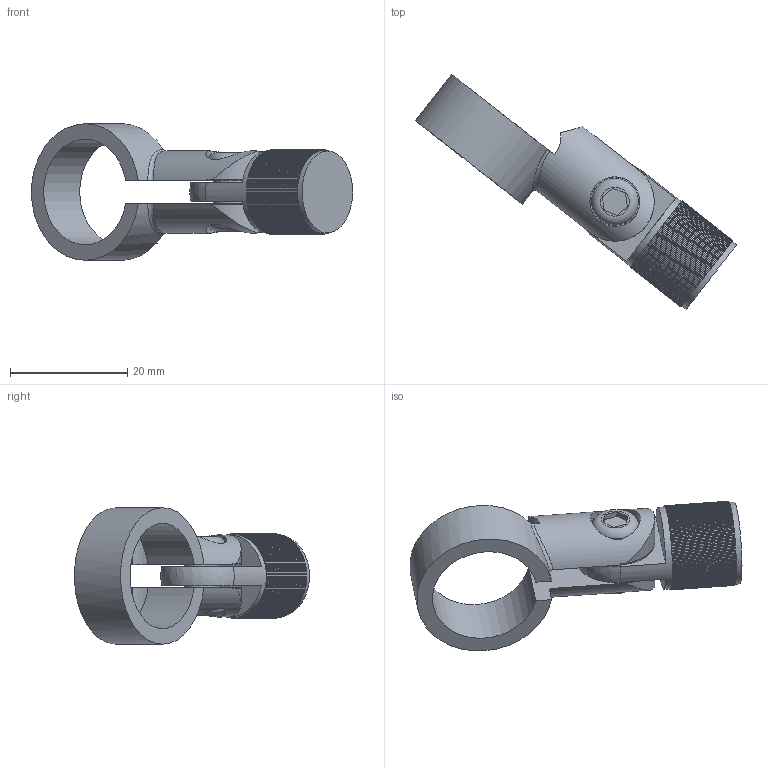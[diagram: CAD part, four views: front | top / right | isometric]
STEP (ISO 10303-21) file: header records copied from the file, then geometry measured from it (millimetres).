
FILE_DESCRIPTION(/* description */ (''),/* implementation_level */ '2;1');
FILE_NAME(/* name */ 'Universalgelernk_X59.stp',/* time_stamp */ '2017-08-11T12:36:55+02:00',/* author */ (''),/* organization */ (''),/* preprocessor_version */ 'ST-DEVELOPER v16',/* originating_system */ 'SIEMENS PLM Software NX 11.0',/* authorisation */ '');
FILE_SCHEMA (('AUTOMOTIVE_DESIGN { 1 0 10303 214 3 1 1 1 }'));
Length unit declared in the file: millimetre
Products named in the file (1): Goge38A47EB9in1v
Bounding box: 54.81 x 40.1 x 23.3 mm (x, y, z)
Volume: 6177.9 mm3; surface area: 4978.8 mm2
Topology: 1 solids, 1 shells, 951 faces, 2292 edges, 1530 vertices
Faces by surface type: plane 931, cylinder 13, sphere 3, torus 2, bspline 2
Full cylindrical faces by diameter (mm): 6 x2, 8.5 x2, 14 x1
Entity records: 27853 total; most frequent: CARTESIAN_POINT 5216, DIRECTION 4560, ORIENTED_EDGE 4550, EDGE_CURVE 2275, LINE 1866, VECTOR 1866, VERTEX_POINT 1521, AXIS2_PLACEMENT_3D 1347
